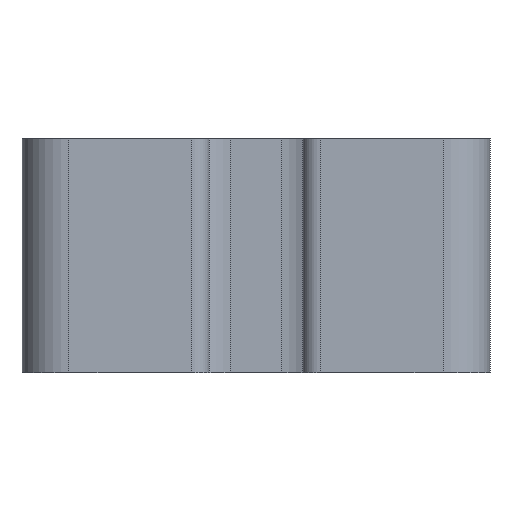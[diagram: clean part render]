
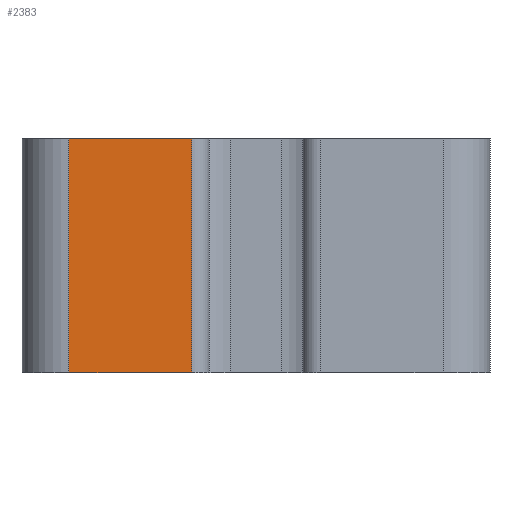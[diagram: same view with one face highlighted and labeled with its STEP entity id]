
A CAD part, front view. The second image highlights one B-rep face of the part: STEP entity #2383.
In plain terms, the highlighted planar face has unit normal (0, -1, 0).
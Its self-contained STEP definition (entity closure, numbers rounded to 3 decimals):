
#1623=EDGE_CURVE('',#2519,#2271,#4479,.T.);
#2271=VERTEX_POINT('',#5182);
#2383=ADVANCED_FACE('',(#5300),#5301,.T.);
#2519=VERTEX_POINT('',#5447);
#2875=VERTEX_POINT('',#5835);
#2985=VERTEX_POINT('',#5951);
#3189=EDGE_CURVE('',#2271,#2875,#6180,.T.);
#3197=EDGE_CURVE('',#2875,#2985,#6188,.T.);
#3763=EDGE_CURVE('',#2519,#2985,#6813,.T.);
#4479=LINE('',#7625,#7626);
#5182=CARTESIAN_POINT('',(14.5,0.0,0.0));
#5300=FACE_OUTER_BOUND('',#8750,.T.);
#5301=PLANE('',#8751);
#5447=CARTESIAN_POINT('',(4.0,0.0,0.0));
#5835=CARTESIAN_POINT('',(14.5,0.0,20.0));
#5951=CARTESIAN_POINT('',(4.0,0.0,20.0));
#6180=LINE('',#9956,#9957);
#6188=LINE('',#9967,#9968);
#6813=LINE('',#10813,#10814);
#7625=CARTESIAN_POINT('',(4.0,0.0,0.0));
#7626=VECTOR('',#11966,1.0);
#8750=EDGE_LOOP('',(#12815,#12816,#12817,#12818));
#8751=AXIS2_PLACEMENT_3D('',#12819,#12820,#12821);
#9956=CARTESIAN_POINT('',(14.5,0.0,0.0));
#9957=VECTOR('',#13780,1.0);
#9967=CARTESIAN_POINT('',(4.0,0.0,20.0));
#9968=VECTOR('',#13784,1.0);
#10813=CARTESIAN_POINT('',(4.0,0.0,0.0));
#10814=VECTOR('',#14652,1.0);
#11966=DIRECTION('',(1.0,0.0,0.0));
#12815=ORIENTED_EDGE('',*,*,#3189,.T.);
#12816=ORIENTED_EDGE('',*,*,#3197,.T.);
#12817=ORIENTED_EDGE('',*,*,#3763,.F.);
#12818=ORIENTED_EDGE('',*,*,#1623,.T.);
#12819=CARTESIAN_POINT('',(36.0,0.0,0.0));
#12820=DIRECTION('',(0.0,-1.0,0.0));
#12821=DIRECTION('',(1.0,0.0,0.0));
#13780=DIRECTION('',(0.0,0.0,1.0));
#13784=DIRECTION('',(-1.0,-0.0,-0.0));
#14652=DIRECTION('',(0.0,0.0,1.0));
